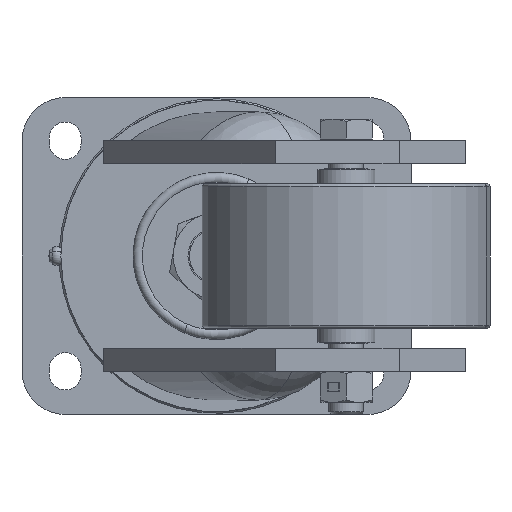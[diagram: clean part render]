
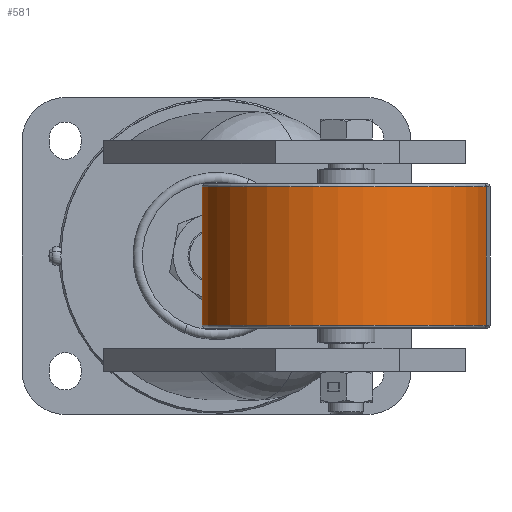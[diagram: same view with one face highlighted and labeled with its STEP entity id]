
A CAD part, front view. The second image highlights one B-rep face of the part: STEP entity #581.
In plain terms, the highlighted cylindrical face has radius 50 mm (diameter 100 mm), a partial arc.
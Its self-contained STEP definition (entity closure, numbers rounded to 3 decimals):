
#184 = FACE_OUTER_BOUND ( 'NONE', #31273, .T. ) ;
#581 = ADVANCED_FACE ( 'NONE', ( #184 ), #1295, .T. ) ;
#1295 = CYLINDRICAL_SURFACE ( 'NONE', #9134, 50. ) ;
#4392 = DIRECTION ( 'NONE',  ( 0., 0., -1. ) ) ;
#4688 = DIRECTION ( 'NONE',  ( -0.973, 0.232, 0. ) ) ;
#8038 = CARTESIAN_POINT ( 'NONE',  ( 45., -100., -69.595 ) ) ;
#8179 = CIRCLE ( 'NONE', #22552, 50. ) ;
#8694 = CARTESIAN_POINT ( 'NONE',  ( 45., -100., -24. ) ) ;
#8884 = EDGE_CURVE ( 'NONE', #31395, #31427, #8179, .T. ) ;
#9134 = AXIS2_PLACEMENT_3D ( 'NONE', #8038, #4392, #4688 ) ;
#12064 = DIRECTION ( 'NONE',  ( 0.973, -0.232, 0. ) ) ;
#13493 = CIRCLE ( 'NONE', #15682, 50. ) ;
#13631 = CARTESIAN_POINT ( 'NONE',  ( 45., -100., 24. ) ) ;
#14721 = LINE ( 'NONE', #30186, #23734 ) ;
#15682 = AXIS2_PLACEMENT_3D ( 'NONE', #13631, #37506, #17060 ) ;
#17060 = DIRECTION ( 'NONE',  ( -0.973, 0.232, 0. ) ) ;
#18754 = CARTESIAN_POINT ( 'NONE',  ( 93.637, -111.594, -24. ) ) ;
#19207 = VECTOR ( 'NONE', #31071, 1000. ) ;
#22552 = AXIS2_PLACEMENT_3D ( 'NONE', #8694, #32464, #12064 ) ;
#23734 = VECTOR ( 'NONE', #26724, 1000. ) ;
#24239 = EDGE_CURVE ( 'NONE', #33565, #35593, #13493, .T. ) ;
#25148 = CARTESIAN_POINT ( 'NONE',  ( -3.637, -88.406, -24. ) ) ;
#25160 = CARTESIAN_POINT ( 'NONE',  ( 93.637, -111.594, 24. ) ) ;
#26724 = DIRECTION ( 'NONE',  ( 0., 0., -1. ) ) ;
#30186 = CARTESIAN_POINT ( 'NONE',  ( 93.637, -111.594, -69.595 ) ) ;
#31071 = DIRECTION ( 'NONE',  ( 0., 0., -1. ) ) ;
#31273 = EDGE_LOOP ( 'NONE', ( #43900, #42849, #41045, #39417 ) ) ;
#31395 = VERTEX_POINT ( 'NONE', #25148 ) ;
#31427 = VERTEX_POINT ( 'NONE', #18754 ) ;
#32464 = DIRECTION ( 'NONE',  ( 0., 0., 1. ) ) ;
#33215 = CARTESIAN_POINT ( 'NONE',  ( -3.637, -88.406, -69.595 ) ) ;
#33565 = VERTEX_POINT ( 'NONE', #25160 ) ;
#35593 = VERTEX_POINT ( 'NONE', #40555 ) ;
#37359 = LINE ( 'NONE', #33215, #19207 ) ;
#37506 = DIRECTION ( 'NONE',  ( 0., 0., -1. ) ) ;
#37799 = EDGE_CURVE ( 'NONE', #33565, #31427, #14721, .T. ) ;
#39250 = EDGE_CURVE ( 'NONE', #35593, #31395, #37359, .T. ) ;
#39417 = ORIENTED_EDGE ( 'NONE', *, *, #8884, .T. ) ;
#40555 = CARTESIAN_POINT ( 'NONE',  ( -3.637, -88.406, 24. ) ) ;
#41045 = ORIENTED_EDGE ( 'NONE', *, *, #39250, .T. ) ;
#42849 = ORIENTED_EDGE ( 'NONE', *, *, #24239, .T. ) ;
#43900 = ORIENTED_EDGE ( 'NONE', *, *, #37799, .F. ) ;
